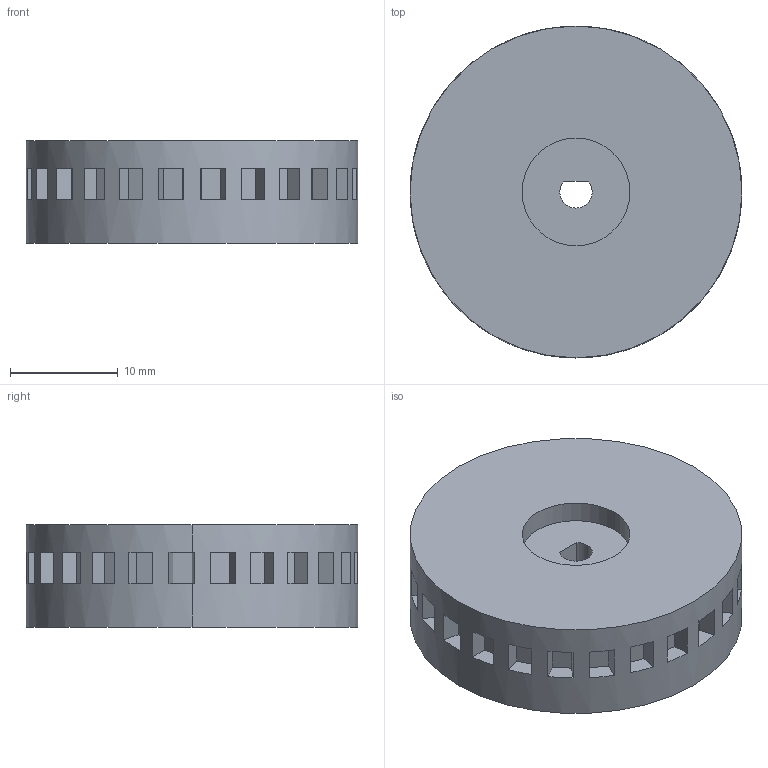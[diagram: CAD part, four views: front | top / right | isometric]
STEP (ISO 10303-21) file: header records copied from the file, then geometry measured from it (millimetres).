
FILE_DESCRIPTION (( 'STEP AP203' ), '1' );
FILE_NAME ('wheel_front.STEP', '2025-10-11T22:33:14', ( '' ), ( '' ), 'SwSTEP 2.0', 'SolidWorks 2014', '' );
FILE_SCHEMA (( 'CONFIG_CONTROL_DESIGN' ));
Length unit declared in the file: millimetre
Products named in the file (1): wheel_front
Bounding box: 30.8 x 30.8 x 9.5 mm (x, y, z)
Volume: 6633 mm3; surface area: 2879.2 mm2
Topology: 1 solids, 1 shells, 140 faces, 338 edges, 224 vertices
Faces by surface type: plane 130, cylinder 7, cone 3
Entity records: 4144 total; most frequent: CARTESIAN_POINT 709, DIRECTION 689, ORIENTED_EDGE 676, EDGE_CURVE 338, LINE 265, VECTOR 265, VERTEX_POINT 224, AXIS2_PLACEMENT_3D 212
